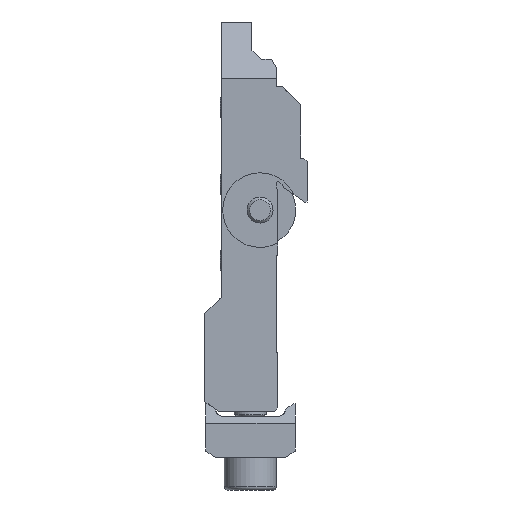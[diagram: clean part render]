
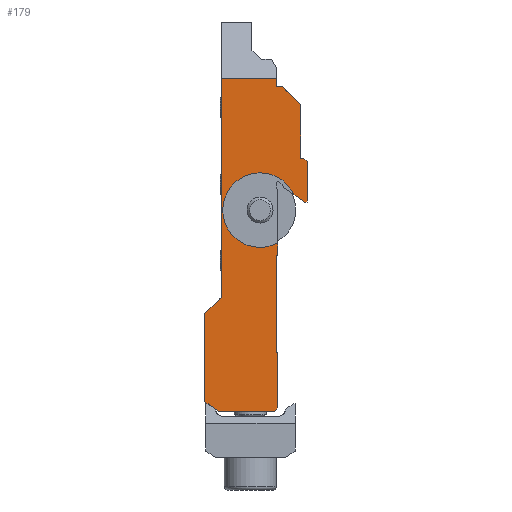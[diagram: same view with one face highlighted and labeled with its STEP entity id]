
A CAD part, front view. The second image highlights one B-rep face of the part: STEP entity #179.
In plain terms, the highlighted planar face has unit normal (0, -1, 0).
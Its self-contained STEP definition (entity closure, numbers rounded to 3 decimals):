
#179=ADVANCED_FACE('',(#405),#312,.T.);
#312=PLANE('',#2466);
#405=FACE_OUTER_BOUND('',#509,.T.);
#509=EDGE_LOOP('',(#783,#784,#785,#786,#787,#788,#789,#790,#791,#792,#793,
#794,#795,#796,#797,#798,#799,#800,#801,#802,#803,#804));
#683=CIRCLE('',#2465,11.5);
#783=ORIENTED_EDGE('',*,*,#1676,.F.);
#784=ORIENTED_EDGE('',*,*,#1677,.T.);
#785=ORIENTED_EDGE('',*,*,#1678,.T.);
#786=ORIENTED_EDGE('',*,*,#1679,.T.);
#787=ORIENTED_EDGE('',*,*,#1670,.F.);
#788=ORIENTED_EDGE('',*,*,#1680,.F.);
#789=ORIENTED_EDGE('',*,*,#1681,.F.);
#790=ORIENTED_EDGE('',*,*,#1682,.T.);
#791=ORIENTED_EDGE('',*,*,#1683,.F.);
#792=ORIENTED_EDGE('',*,*,#1684,.F.);
#793=ORIENTED_EDGE('',*,*,#1685,.F.);
#794=ORIENTED_EDGE('',*,*,#1664,.F.);
#795=ORIENTED_EDGE('',*,*,#1686,.F.);
#796=ORIENTED_EDGE('',*,*,#1687,.F.);
#797=ORIENTED_EDGE('',*,*,#1688,.F.);
#798=ORIENTED_EDGE('',*,*,#1689,.F.);
#799=ORIENTED_EDGE('',*,*,#1690,.F.);
#800=ORIENTED_EDGE('',*,*,#1691,.F.);
#801=ORIENTED_EDGE('',*,*,#1692,.F.);
#802=ORIENTED_EDGE('',*,*,#1693,.T.);
#803=ORIENTED_EDGE('',*,*,#1694,.F.);
#804=ORIENTED_EDGE('',*,*,#1695,.F.);
#1433=VERTEX_POINT('',#3439);
#1434=VERTEX_POINT('',#3441);
#1439=VERTEX_POINT('',#3453);
#1440=VERTEX_POINT('',#3454);
#1445=VERTEX_POINT('',#3466);
#1446=VERTEX_POINT('',#3467);
#1447=VERTEX_POINT('',#3469);
#1448=VERTEX_POINT('',#3471);
#1449=VERTEX_POINT('',#3474);
#1450=VERTEX_POINT('',#3476);
#1451=VERTEX_POINT('',#3478);
#1452=VERTEX_POINT('',#3480);
#1453=VERTEX_POINT('',#3482);
#1454=VERTEX_POINT('',#3485);
#1455=VERTEX_POINT('',#3487);
#1456=VERTEX_POINT('',#3489);
#1457=VERTEX_POINT('',#3491);
#1458=VERTEX_POINT('',#3493);
#1459=VERTEX_POINT('',#3495);
#1460=VERTEX_POINT('',#3497);
#1461=VERTEX_POINT('',#3499);
#1462=VERTEX_POINT('',#3501);
#1664=EDGE_CURVE('',#1433,#1434,#1988,.T.);
#1670=EDGE_CURVE('',#1439,#1440,#1994,.T.);
#1676=EDGE_CURVE('',#1445,#1446,#1998,.T.);
#1677=EDGE_CURVE('',#1445,#1447,#1999,.T.);
#1678=EDGE_CURVE('',#1447,#1448,#2000,.T.);
#1679=EDGE_CURVE('',#1448,#1440,#2001,.T.);
#1680=EDGE_CURVE('',#1449,#1439,#2002,.T.);
#1681=EDGE_CURVE('',#1450,#1449,#2003,.T.);
#1682=EDGE_CURVE('',#1450,#1451,#2004,.T.);
#1683=EDGE_CURVE('',#1452,#1451,#2005,.T.);
#1684=EDGE_CURVE('',#1453,#1452,#2006,.T.);
#1685=EDGE_CURVE('',#1434,#1453,#2007,.T.);
#1686=EDGE_CURVE('',#1454,#1433,#2008,.T.);
#1687=EDGE_CURVE('',#1455,#1454,#2009,.T.);
#1688=EDGE_CURVE('',#1456,#1455,#2010,.T.);
#1689=EDGE_CURVE('',#1457,#1456,#2011,.T.);
#1690=EDGE_CURVE('',#1458,#1457,#2012,.T.);
#1691=EDGE_CURVE('',#1459,#1458,#2013,.T.);
#1692=EDGE_CURVE('',#1460,#1459,#2014,.T.);
#1693=EDGE_CURVE('',#1460,#1461,#683,.T.);
#1694=EDGE_CURVE('',#1462,#1461,#2015,.T.);
#1695=EDGE_CURVE('',#1446,#1462,#2016,.T.);
#1988=LINE('',#3440,#2228);
#1994=LINE('',#3452,#2234);
#1998=LINE('',#3465,#2238);
#1999=LINE('',#3468,#2239);
#2000=LINE('',#3470,#2240);
#2001=LINE('',#3472,#2241);
#2002=LINE('',#3473,#2242);
#2003=LINE('',#3475,#2243);
#2004=LINE('',#3477,#2244);
#2005=LINE('',#3479,#2245);
#2006=LINE('',#3481,#2246);
#2007=LINE('',#3483,#2247);
#2008=LINE('',#3484,#2248);
#2009=LINE('',#3486,#2249);
#2010=LINE('',#3488,#2250);
#2011=LINE('',#3490,#2251);
#2012=LINE('',#3492,#2252);
#2013=LINE('',#3494,#2253);
#2014=LINE('',#3496,#2254);
#2015=LINE('',#3500,#2255);
#2016=LINE('',#3502,#2256);
#2228=VECTOR('',#2703,1.);
#2234=VECTOR('',#2711,1.);
#2238=VECTOR('',#2721,1.);
#2239=VECTOR('',#2722,1.);
#2240=VECTOR('',#2723,1.);
#2241=VECTOR('',#2724,1.);
#2242=VECTOR('',#2725,1.);
#2243=VECTOR('',#2726,1.);
#2244=VECTOR('',#2727,1.);
#2245=VECTOR('',#2728,1.);
#2246=VECTOR('',#2729,1.);
#2247=VECTOR('',#2730,1.);
#2248=VECTOR('',#2731,1.);
#2249=VECTOR('',#2732,1.);
#2250=VECTOR('',#2733,1.);
#2251=VECTOR('',#2734,1.);
#2252=VECTOR('',#2735,1.);
#2253=VECTOR('',#2736,1.);
#2254=VECTOR('',#2737,1.);
#2255=VECTOR('',#2740,1.);
#2256=VECTOR('',#2741,1.);
#2465=AXIS2_PLACEMENT_3D('',#3498,#2738,#2739);
#2466=AXIS2_PLACEMENT_3D('',#3503,#2742,#2743);
#2703=DIRECTION('',(-0.819,0.,0.574));
#2711=DIRECTION('',(0.707,0.,-0.707));
#2721=DIRECTION('',(0.,0.,-1.));
#2722=DIRECTION('',(-0.707,0.,0.707));
#2723=DIRECTION('',(-1.,0.,0.));
#2724=DIRECTION('',(0.,0.,1.));
#2725=DIRECTION('',(1.,0.,0.));
#2726=DIRECTION('',(0.,0.,-1.));
#2727=DIRECTION('',(-1.,0.,0.));
#2728=DIRECTION('',(0.,0.,1.));
#2729=DIRECTION('',(0.707,0.,0.707));
#2730=DIRECTION('',(0.,0.,1.));
#2731=DIRECTION('',(-1.,0.,0.));
#2732=DIRECTION('',(-0.707,0.,-0.707));
#2733=DIRECTION('',(0.,0.,-1.));
#2734=DIRECTION('',(1.,0.,0.));
#2735=DIRECTION('',(0.,0.,-1.));
#2736=DIRECTION('',(-1.,0.,0.));
#2737=DIRECTION('',(0.,0.,-1.));
#2738=DIRECTION('',(0.,1.,0.));
#2739=DIRECTION('',(1.,0.,0.));
#2740=DIRECTION('',(-0.819,0.,0.574));
#2741=DIRECTION('',(-1.,0.,0.));
#2742=DIRECTION('',(0.,-1.,0.));
#2743=DIRECTION('',(-1.,0.,0.));
#3439=CARTESIAN_POINT('',(-18.358,-33.587,-70.263));
#3440=CARTESIAN_POINT('',(-18.358,-33.587,-70.263));
#3441=CARTESIAN_POINT('',(-22.5,-33.587,-67.363));
#3452=CARTESIAN_POINT('',(1.5,-33.587,29.737));
#3453=CARTESIAN_POINT('',(1.5,-33.587,29.737));
#3454=CARTESIAN_POINT('',(7.,-33.587,24.237));
#3465=CARTESIAN_POINT('',(9.,-33.587,22.237));
#3466=CARTESIAN_POINT('',(9.,-33.587,6.737));
#3467=CARTESIAN_POINT('',(9.,-33.587,-5.763));
#3468=CARTESIAN_POINT('',(42.5,-33.587,-26.763));
#3469=CARTESIAN_POINT('',(8.,-33.587,7.737));
#3470=CARTESIAN_POINT('',(-8.149,-33.587,7.737));
#3471=CARTESIAN_POINT('',(7.,-33.587,7.737));
#3472=CARTESIAN_POINT('',(7.,-33.587,-77.412));
#3473=CARTESIAN_POINT('',(-0.5,-33.587,29.737));
#3474=CARTESIAN_POINT('',(-0.5,-33.587,29.737));
#3475=CARTESIAN_POINT('',(-0.5,-33.587,35.737));
#3476=CARTESIAN_POINT('',(-0.5,-33.587,32.417));
#3477=CARTESIAN_POINT('',(-8.149,-33.587,32.417));
#3478=CARTESIAN_POINT('',(-17.5,-33.587,32.417));
#3479=CARTESIAN_POINT('',(-17.5,-33.587,-35.263));
#3480=CARTESIAN_POINT('',(-17.5,-33.587,-35.263));
#3481=CARTESIAN_POINT('',(-22.5,-33.587,-40.263));
#3482=CARTESIAN_POINT('',(-22.5,-33.587,-40.263));
#3483=CARTESIAN_POINT('',(-22.5,-33.587,-67.363));
#3484=CARTESIAN_POINT('',(-1.,-33.587,-70.263));
#3485=CARTESIAN_POINT('',(-1.,-33.587,-70.263));
#3486=CARTESIAN_POINT('',(0.,-33.587,-69.263));
#3487=CARTESIAN_POINT('',(0.,-33.587,-69.263));
#3488=CARTESIAN_POINT('',(0.,-33.587,-52.263));
#3489=CARTESIAN_POINT('',(0.,-33.587,-52.263));
#3490=CARTESIAN_POINT('',(-0.5,-33.587,-52.263));
#3491=CARTESIAN_POINT('',(-0.5,-33.587,-52.263));
#3492=CARTESIAN_POINT('',(-0.5,-33.587,-22.263));
#3493=CARTESIAN_POINT('',(-0.5,-33.587,-22.263));
#3494=CARTESIAN_POINT('',(0.,-33.587,-22.263));
#3495=CARTESIAN_POINT('',(0.,-33.587,-22.263));
#3496=CARTESIAN_POINT('',(0.,-33.587,0.));
#3497=CARTESIAN_POINT('',(0.,-33.587,-18.362));
#3498=CARTESIAN_POINT('',(-5.5,-33.587,-8.263));
#3499=CARTESIAN_POINT('',(4.953,-33.587,-3.468));
#3500=CARTESIAN_POINT('',(8.23,-33.587,-5.763));
#3501=CARTESIAN_POINT('',(8.23,-33.587,-5.763));
#3502=CARTESIAN_POINT('',(9.,-33.587,-5.763));
#3503=CARTESIAN_POINT('',(-8.149,-33.587,-77.412));
